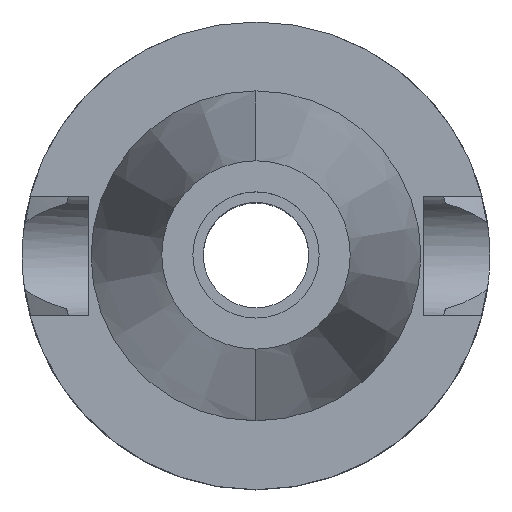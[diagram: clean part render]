
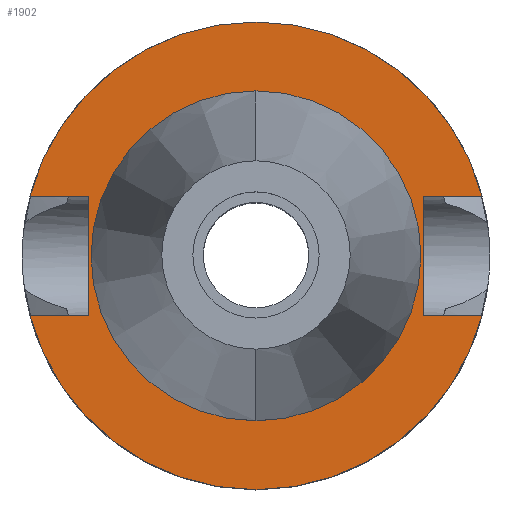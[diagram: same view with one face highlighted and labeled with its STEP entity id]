
A CAD part, top view. The second image highlights one B-rep face of the part: STEP entity #1902.
In plain terms, the highlighted planar face has unit normal (0, 0, 1).
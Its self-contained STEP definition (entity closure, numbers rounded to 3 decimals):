
#765=DIRECTION('',(1.,0.,0.));
#766=VECTOR('',#765,7.954);
#767=CARTESIAN_POINT('',(22.5,8.05,-1.));
#768=LINE('',#767,#766);
#812=DIRECTION('',(0.,1.,0.));
#813=VECTOR('',#812,16.1);
#814=CARTESIAN_POINT('',(-22.5,-8.05,-1.));
#815=LINE('',#814,#813);
#819=DIRECTION('',(-1.,0.,0.));
#820=VECTOR('',#819,7.954);
#821=CARTESIAN_POINT('',(-22.5,8.05,-1.));
#822=LINE('',#821,#820);
#826=CARTESIAN_POINT('',(0.,0.,-1.));
#827=DIRECTION('',(0.,0.,-1.));
#828=DIRECTION('',(-0.967,0.256,0.));
#829=AXIS2_PLACEMENT_3D('',#826,#827,#828);
#834=CARTESIAN_POINT('',(0.,0.,-1.));
#835=DIRECTION('',(0.,0.,-1.));
#836=DIRECTION('',(0.,1.,0.));
#837=AXIS2_PLACEMENT_3D('',#834,#835,#836);
#842=DIRECTION('',(0.,-1.,0.));
#843=VECTOR('',#842,16.1);
#844=CARTESIAN_POINT('',(22.5,8.05,-1.));
#845=LINE('',#844,#843);
#849=DIRECTION('',(1.,0.,0.));
#850=VECTOR('',#849,7.954);
#851=CARTESIAN_POINT('',(22.5,-8.05,-1.));
#852=LINE('',#851,#850);
#856=CARTESIAN_POINT('',(0.,0.,-1.));
#857=DIRECTION('',(0.,0.,-1.));
#858=DIRECTION('',(0.967,-0.256,0.));
#859=AXIS2_PLACEMENT_3D('',#856,#857,#858);
#864=CARTESIAN_POINT('',(0.,0.,-1.));
#865=DIRECTION('',(0.,0.,-1.));
#866=DIRECTION('',(0.,-1.,0.));
#867=AXIS2_PLACEMENT_3D('',#864,#865,#866);
#872=CARTESIAN_POINT('',(0.,0.,-1.));
#873=DIRECTION('',(0.,0.,1.));
#874=DIRECTION('',(0.,-1.,0.));
#875=AXIS2_PLACEMENT_3D('',#872,#873,#874);
#880=CARTESIAN_POINT('',(0.,0.,-1.));
#881=DIRECTION('',(0.,0.,1.));
#882=DIRECTION('',(0.,1.,0.));
#883=AXIS2_PLACEMENT_3D('',#880,#881,#882);
#918=DIRECTION('',(-1.,0.,0.));
#919=VECTOR('',#918,7.954);
#920=CARTESIAN_POINT('',(-22.5,-8.05,-1.));
#921=LINE('',#920,#919);
#1180=CARTESIAN_POINT('',(-22.5,-8.05,-1.));
#1181=VERTEX_POINT('',#1180);
#1182=CARTESIAN_POINT('',(-30.454,-8.05,-1.));
#1183=VERTEX_POINT('',#1182);
#1186=CARTESIAN_POINT('',(-22.5,8.05,-1.));
#1187=VERTEX_POINT('',#1186);
#1188=CARTESIAN_POINT('',(-30.454,8.05,-1.));
#1189=VERTEX_POINT('',#1188);
#1190=CARTESIAN_POINT('',(0.,31.5,-1.));
#1191=CARTESIAN_POINT('',(30.454,8.05,-1.));
#1192=VERTEX_POINT('',#1190);
#1193=VERTEX_POINT('',#1191);
#1194=CARTESIAN_POINT('',(22.5,8.05,-1.));
#1195=VERTEX_POINT('',#1194);
#1196=CARTESIAN_POINT('',(22.5,-8.05,-1.));
#1197=VERTEX_POINT('',#1196);
#1198=CARTESIAN_POINT('',(30.454,-8.05,-1.));
#1199=VERTEX_POINT('',#1198);
#1200=CARTESIAN_POINT('',(0.,-31.5,-1.));
#1201=VERTEX_POINT('',#1200);
#1202=CARTESIAN_POINT('',(0.,-22.225,-1.));
#1203=CARTESIAN_POINT('',(0.,22.225,-1.));
#1204=VERTEX_POINT('',#1202);
#1205=VERTEX_POINT('',#1203);
#1872=CARTESIAN_POINT('',(0.,0.,-1.));
#1873=DIRECTION('',(0.,0.,-1.));
#1874=DIRECTION('',(0.,-1.,0.));
#1875=AXIS2_PLACEMENT_3D('',#1872,#1873,#1874);
#1876=PLANE('',#1875);
#1878=ORIENTED_EDGE('',*,*,#1877,.T.);
#1879=ORIENTED_EDGE('',*,*,#1815,.T.);
#1881=ORIENTED_EDGE('',*,*,#1880,.T.);
#1883=ORIENTED_EDGE('',*,*,#1882,.T.);
#1884=ORIENTED_EDGE('',*,*,#1849,.F.);
#1885=ORIENTED_EDGE('',*,*,#1862,.T.);
#1887=ORIENTED_EDGE('',*,*,#1886,.T.);
#1889=ORIENTED_EDGE('',*,*,#1888,.T.);
#1891=ORIENTED_EDGE('',*,*,#1890,.T.);
#1893=ORIENTED_EDGE('',*,*,#1892,.F.);
#1894=EDGE_LOOP('',(#1878,#1879,#1881,#1883,#1884,#1885,#1887,#1889,#1891,
#1893));
#1895=FACE_OUTER_BOUND('',#1894,.F.);
#1897=ORIENTED_EDGE('',*,*,#1896,.T.);
#1899=ORIENTED_EDGE('',*,*,#1898,.T.);
#1900=EDGE_LOOP('',(#1897,#1899));
#1901=FACE_BOUND('',#1900,.F.);
#830=CIRCLE('',#829,31.5);
#838=CIRCLE('',#837,31.5);
#860=CIRCLE('',#859,31.5);
#868=CIRCLE('',#867,31.5);
#876=CIRCLE('',#875,22.225);
#884=CIRCLE('',#883,22.225);
#1815=EDGE_CURVE('',#1187,#1189,#822,.T.);
#1849=EDGE_CURVE('',#1195,#1193,#768,.T.);
#1862=EDGE_CURVE('',#1195,#1197,#845,.T.);
#1877=EDGE_CURVE('',#1181,#1187,#815,.T.);
#1880=EDGE_CURVE('',#1189,#1192,#830,.T.);
#1882=EDGE_CURVE('',#1192,#1193,#838,.T.);
#1886=EDGE_CURVE('',#1197,#1199,#852,.T.);
#1888=EDGE_CURVE('',#1199,#1201,#860,.T.);
#1890=EDGE_CURVE('',#1201,#1183,#868,.T.);
#1892=EDGE_CURVE('',#1181,#1183,#921,.T.);
#1896=EDGE_CURVE('',#1204,#1205,#876,.T.);
#1898=EDGE_CURVE('',#1205,#1204,#884,.T.);
#1902=ADVANCED_FACE('',(#1895,#1901),#1876,.F.);
